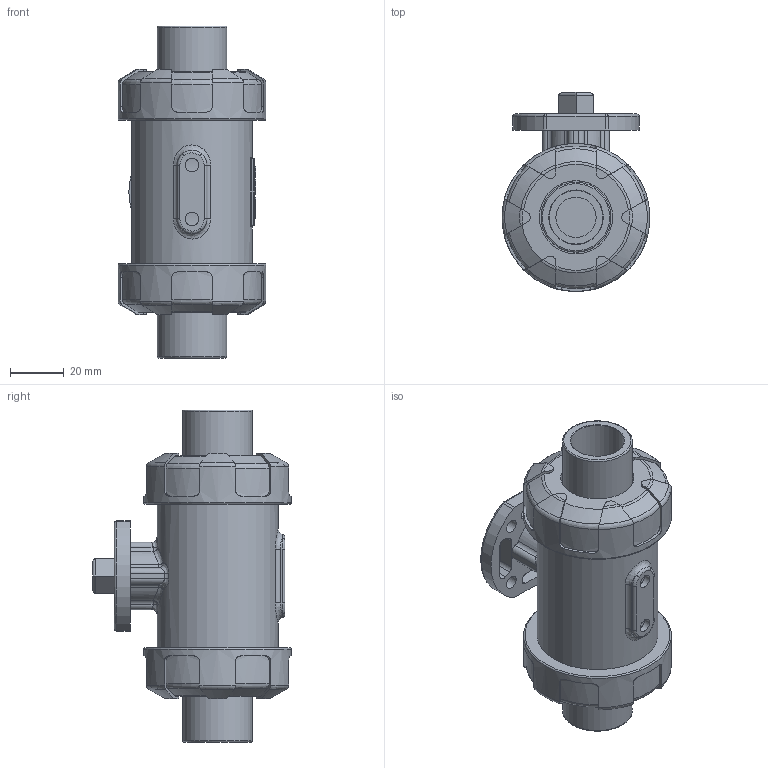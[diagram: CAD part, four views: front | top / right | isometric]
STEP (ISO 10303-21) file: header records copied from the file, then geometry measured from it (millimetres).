
FILE_DESCRIPTION(/* description */ (''),/* implementation_level */ '2;1');
FILE_NAME(/* name */ 'DN15_3D_STEP.stp',/* time_stamp */ '2025-07-03T23:48:24+03:00',/* author */ ('igorr'),/* organization */ (''),/* preprocessor_version */ 'ST-DEVELOPER v20',/* originating_system */ 'Autodesk Inventor 2025',/* authorisation */ '');
FILE_SCHEMA (('AUTOMOTIVE_DESIGN { 1 0 10303 214 3 1 1 }'));
Length unit declared in the file: millimetre
Products named in the file (1): Деталь1
Bounding box: 55 x 74 x 123.5 mm (x, y, z)
Volume: 175139.5 mm3; surface area: 35146.3 mm2
Topology: 1 solids, 1 shells, 429 faces, 1125 edges, 723 vertices
Faces by surface type: plane 144, cylinder 137, torus 61, bspline 49, cone 26, sphere 12
Full cylindrical faces by diameter (mm): 5 x6, 15 x3, 20 x2, 26 x2, 27.2 x2, 45 x1, 55 x2
Entity records: 15211 total; most frequent: CARTESIAN_POINT 4632, ORIENTED_EDGE 2250, DIRECTION 1961, EDGE_CURVE 1125, AXIS2_PLACEMENT_3D 739, VERTEX_POINT 723, LINE 483, VECTOR 483
